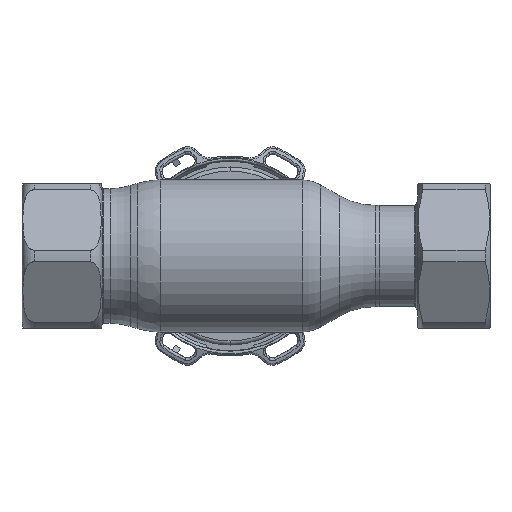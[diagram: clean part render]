
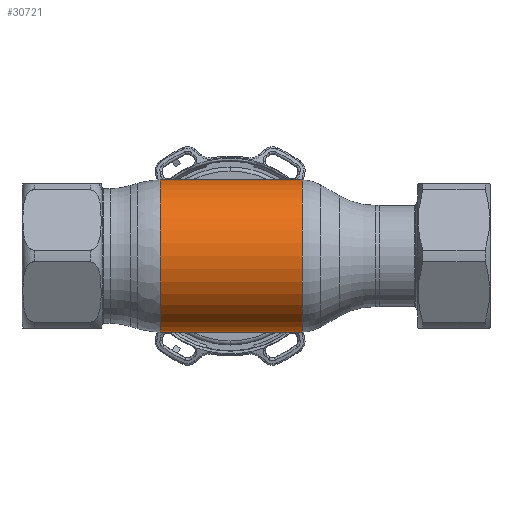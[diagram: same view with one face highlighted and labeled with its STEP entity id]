
A CAD part, front view. The second image highlights one B-rep face of the part: STEP entity #30721.
In plain terms, the highlighted cylindrical face has radius 19 mm (diameter 38 mm), a partial arc.
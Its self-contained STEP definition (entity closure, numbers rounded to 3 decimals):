
#120 = DIRECTION ( 'NONE',  ( 1., 0., 0. ) ) ;
#1780 = AXIS2_PLACEMENT_3D ( 'NONE', #32917, #27417, #35619 ) ;
#2426 = LINE ( 'NONE', #36061, #7336 ) ;
#2496 = DIRECTION ( 'NONE',  ( 1., 0., 0. ) ) ;
#3109 = ORIENTED_EDGE ( 'NONE', *, *, #15089, .F. ) ;
#3242 = VERTEX_POINT ( 'NONE', #22180 ) ;
#4900 = LINE ( 'NONE', #10790, #28205 ) ;
#5476 = CARTESIAN_POINT ( 'NONE',  ( -17.411, 0., -19. ) ) ;
#5839 = CARTESIAN_POINT ( 'NONE',  ( -17.411, 0., 0. ) ) ;
#6636 = ORIENTED_EDGE ( 'NONE', *, *, #15438, .F. ) ;
#6919 = ORIENTED_EDGE ( 'NONE', *, *, #32829, .T. ) ;
#7336 = VECTOR ( 'NONE', #10722, 1000. ) ;
#7444 = VERTEX_POINT ( 'NONE', #33409 ) ;
#8612 = DIRECTION ( 'NONE',  ( 0., 0., -1. ) ) ;
#8867 = CIRCLE ( 'NONE', #1780, 19. ) ;
#9329 = CARTESIAN_POINT ( 'NONE',  ( 18.088, 0., -19. ) ) ;
#10722 = DIRECTION ( 'NONE',  ( 1., 0., 0. ) ) ;
#10790 = CARTESIAN_POINT ( 'NONE',  ( 62.69, 0., 19. ) ) ;
#12149 = AXIS2_PLACEMENT_3D ( 'NONE', #5839, #28650, #23314 ) ;
#13381 = FACE_OUTER_BOUND ( 'NONE', #35014, .T. ) ;
#14241 = VERTEX_POINT ( 'NONE', #9329 ) ;
#15089 = EDGE_CURVE ( 'NONE', #3242, #7444, #4900, .T. ) ;
#15438 = EDGE_CURVE ( 'NONE', #7444, #14241, #8867, .T. ) ;
#16443 = ORIENTED_EDGE ( 'NONE', *, *, #34390, .T. ) ;
#16727 = AXIS2_PLACEMENT_3D ( 'NONE', #27947, #120, #8612 ) ;
#22180 = CARTESIAN_POINT ( 'NONE',  ( -17.411, 0., 19. ) ) ;
#23314 = DIRECTION ( 'NONE',  ( 0., 0., -1. ) ) ;
#24562 = VERTEX_POINT ( 'NONE', #5476 ) ;
#24645 = CYLINDRICAL_SURFACE ( 'NONE', #16727, 19. ) ;
#27417 = DIRECTION ( 'NONE',  ( 1., 0., 0. ) ) ;
#27947 = CARTESIAN_POINT ( 'NONE',  ( 62.69, 0., 0. ) ) ;
#28205 = VECTOR ( 'NONE', #2496, 1000. ) ;
#28650 = DIRECTION ( 'NONE',  ( 1., 0., 0. ) ) ;
#30721 = ADVANCED_FACE ( 'NONE', ( #13381 ), #24645, .T. ) ;
#32829 = EDGE_CURVE ( 'NONE', #3242, #24562, #33338, .T. ) ;
#32917 = CARTESIAN_POINT ( 'NONE',  ( 18.088, 0., 0. ) ) ;
#33338 = CIRCLE ( 'NONE', #12149, 19. ) ;
#33409 = CARTESIAN_POINT ( 'NONE',  ( 18.088, 0., 19. ) ) ;
#34390 = EDGE_CURVE ( 'NONE', #24562, #14241, #2426, .T. ) ;
#35014 = EDGE_LOOP ( 'NONE', ( #3109, #6919, #16443, #6636 ) ) ;
#35619 = DIRECTION ( 'NONE',  ( 0., 0., -1. ) ) ;
#36061 = CARTESIAN_POINT ( 'NONE',  ( 62.69, 0., -19. ) ) ;
